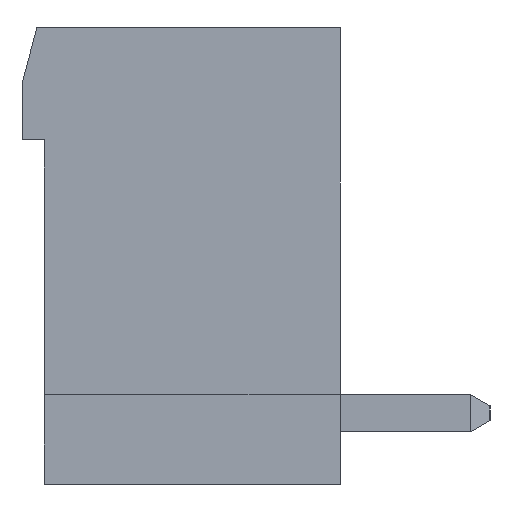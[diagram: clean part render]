
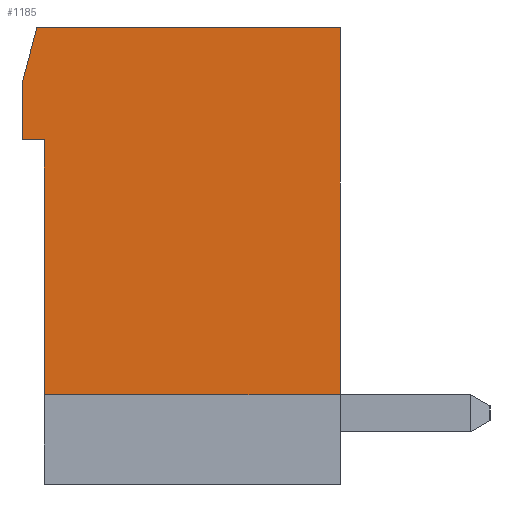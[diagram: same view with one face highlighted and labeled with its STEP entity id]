
A CAD part, front view. The second image highlights one B-rep face of the part: STEP entity #1185.
In plain terms, the highlighted planar face has unit normal (0, -1, 0).
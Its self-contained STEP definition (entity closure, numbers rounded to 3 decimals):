
#1185 = ADVANCED_FACE( '', ( #2795 ), #2796, .F. );
#2795 = FACE_OUTER_BOUND( '', #4827, .T. );
#2796 = PLANE( '', #4828 );
#4827 = EDGE_LOOP( '', ( #8479, #8480, #8481, #8482, #8483, #8484, #8485 ) );
#4828 = AXIS2_PLACEMENT_3D( '', #8486, #8487, #8488 );
#8479 = ORIENTED_EDGE( '', *, *, #13311, .T. );
#8480 = ORIENTED_EDGE( '', *, *, #13312, .T. );
#8481 = ORIENTED_EDGE( '', *, *, #12210, .T. );
#8482 = ORIENTED_EDGE( '', *, *, #13313, .T. );
#8483 = ORIENTED_EDGE( '', *, *, #12518, .T. );
#8484 = ORIENTED_EDGE( '', *, *, #13314, .T. );
#8485 = ORIENTED_EDGE( '', *, *, #12826, .T. );
#8486 = CARTESIAN_POINT( '', ( -8.6, -44.72, -3. ) );
#8487 = DIRECTION( '', ( 0., 1., 0. ) );
#8488 = DIRECTION( '', ( 1., 0., 0. ) );
#12210 = EDGE_CURVE( '', #14716, #14714, #14717, .T. );
#12518 = EDGE_CURVE( '', #15250, #15248, #15251, .T. );
#12826 = EDGE_CURVE( '', #15750, #15754, #15756, .T. );
#13311 = EDGE_CURVE( '', #15754, #16453, #16454, .T. );
#13312 = EDGE_CURVE( '', #16453, #14716, #16455, .T. );
#13313 = EDGE_CURVE( '', #14714, #15250, #16456, .T. );
#13314 = EDGE_CURVE( '', #15248, #15750, #16457, .T. );
#14714 = VERTEX_POINT( '', #18260 );
#14716 = VERTEX_POINT( '', #18263 );
#14717 = LINE( '', #18264, #18265 );
#15248 = VERTEX_POINT( '', #19043 );
#15250 = VERTEX_POINT( '', #19046 );
#15251 = LINE( '', #19047, #19048 );
#15750 = VERTEX_POINT( '', #19787 );
#15754 = VERTEX_POINT( '', #19793 );
#15756 = LINE( '', #19796, #19797 );
#16453 = VERTEX_POINT( '', #20843 );
#16454 = LINE( '', #20844, #20845 );
#16455 = LINE( '', #20846, #20847 );
#16456 = LINE( '', #20848, #20849 );
#16457 = LINE( '', #20850, #20851 );
#18260 = CARTESIAN_POINT( '', ( 0., -44.72, 0. ) );
#18263 = CARTESIAN_POINT( '', ( 0., -44.72, -9.8 ) );
#18264 = CARTESIAN_POINT( '', ( 0., -44.72, 0. ) );
#18265 = VECTOR( '', #22754, 1000. );
#19043 = CARTESIAN_POINT( '', ( -8.5, -44.72, -1.493 ) );
#19046 = CARTESIAN_POINT( '', ( -8.1, -44.72, 0. ) );
#19047 = CARTESIAN_POINT( '', ( -8.5, -44.72, -1.493 ) );
#19048 = VECTOR( '', #23042, 1000. );
#19787 = CARTESIAN_POINT( '', ( -8.5, -44.72, -3. ) );
#19793 = CARTESIAN_POINT( '', ( -7.9, -44.72, -3. ) );
#19796 = CARTESIAN_POINT( '', ( -8.1, -44.72, -3. ) );
#19797 = VECTOR( '', #23328, 1000. );
#20843 = CARTESIAN_POINT( '', ( -7.9, -44.72, -9.8 ) );
#20844 = CARTESIAN_POINT( '', ( -7.9, -44.72, -9.8 ) );
#20845 = VECTOR( '', #23762, 1000. );
#20846 = CARTESIAN_POINT( '', ( 0., -44.72, -9.8 ) );
#20847 = VECTOR( '', #23763, 1000. );
#20848 = CARTESIAN_POINT( '', ( -8.2, -44.72, 0. ) );
#20849 = VECTOR( '', #23764, 1000. );
#20850 = CARTESIAN_POINT( '', ( -8.5, -44.72, -3. ) );
#20851 = VECTOR( '', #23765, 1000. );
#22754 = DIRECTION( '', ( 0., 0., 1. ) );
#23042 = DIRECTION( '', ( -0.259, 0., -0.966 ) );
#23328 = DIRECTION( '', ( 1., 0., 0. ) );
#23762 = DIRECTION( '', ( 0., 0., -1. ) );
#23763 = DIRECTION( '', ( 1., 0., 0. ) );
#23764 = DIRECTION( '', ( -1., 0., 0. ) );
#23765 = DIRECTION( '', ( 0., 0., -1. ) );
